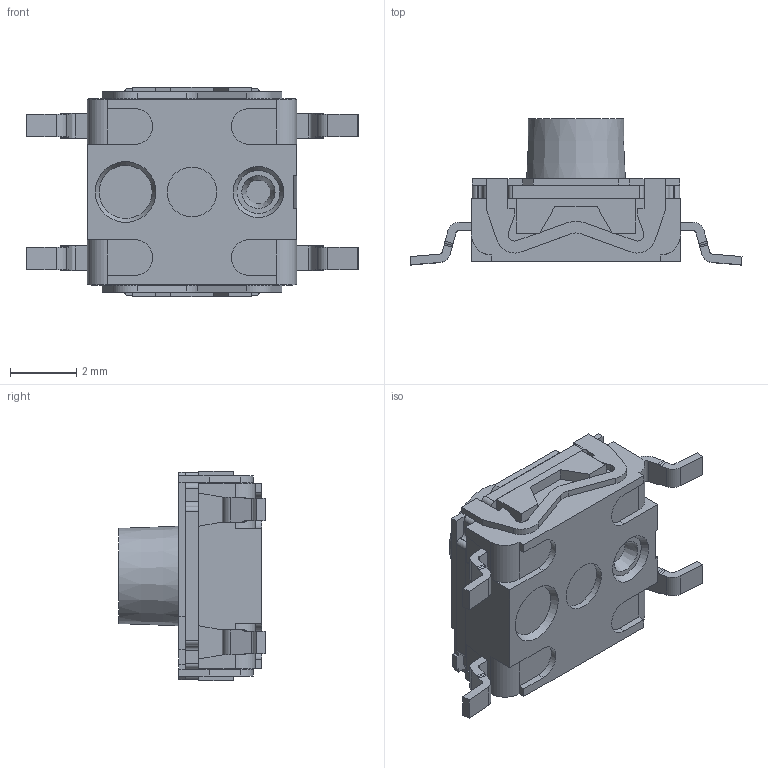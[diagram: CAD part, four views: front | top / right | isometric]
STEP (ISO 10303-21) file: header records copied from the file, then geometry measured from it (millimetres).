
FILE_DESCRIPTION( ( 'STEP AP214' ), '1' );
FILE_NAME( 'KSC721GLFS.stp', '2020-11-18T14:31:07', ( 'License CC BY-ND 4.0' ), ( 'CADENAS' ), ' ', 'PARTsolutions', ' ' );
FILE_SCHEMA( ( 'AUTOMOTIVE_DESIGN { 1 0 10303 214 1 1 1 1 }' ) );
Length unit declared in the file: millimetre
Products named in the file (5): KSC721GLFS; _KSC7_body; _KSC7_button; _KSC7_cover; _KSC71G_pin
Assembly tree (7 placements, depth 2):
  KSC721GLFS
    _KSC7_body
    _KSC7_button
    _KSC7_cover
    _KSC71G_pin  x4
Bounding box: 10 x 4.4 x 6.3 mm (x, y, z)
Volume: 102.3 mm3; surface area: 334.2 mm2
Topology: 7 solids, 7 shells, 280 faces, 784 edges, 519 vertices
Faces by surface type: plane 206, cylinder 70, cone 4
Full cylindrical faces by diameter (mm): 1.5 x1, 3.28 x1
Entity records: 8901 total; most frequent: CARTESIAN_POINT 1253, ORIENTED_EDGE 1230, DIRECTION 1171, EDGE_CURVE 615, LINE 515, VECTOR 515, VERTEX_POINT 410, AXIS2_PLACEMENT_3D 328
